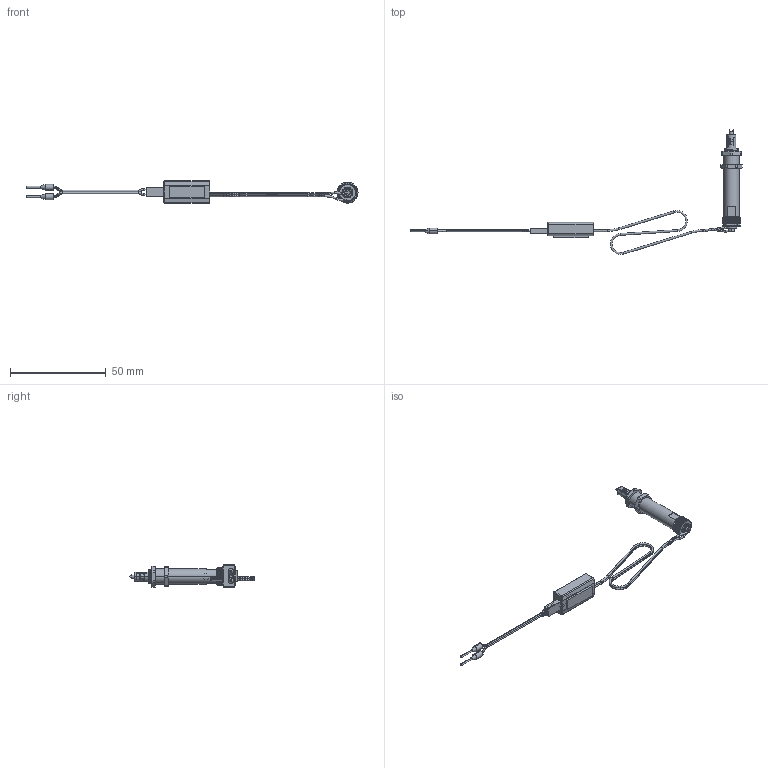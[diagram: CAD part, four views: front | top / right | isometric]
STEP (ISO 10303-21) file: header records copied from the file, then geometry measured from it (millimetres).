
FILE_DESCRIPTION (( 'STEP AP214' ), '1' );
FILE_NAME ('INGUN_107376.STEP', '2023-11-20T12:03:08', ( '' ), ( '' ), 'SwSTEP 2.0', 'SolidWorks 2021', '' );
FILE_SCHEMA (( 'AUTOMOTIVE_DESIGN' ));
Length unit declared in the file: millimetre
Products named in the file (33): 109140~1_S; 107371~0_Einbau <S>; 107706~2_Einbau <S>; 110093~2; 109471~0_S; 107374~9_S; 107705~0_S; 107854~2_S; 107704~0_S; SP-098_102_S~0; 107366~0_S; 107905~0_6 x 18 <S>; 107702~0_<S> Beine gebogen; 105716~6_S; 24451~0; 107375~1_S; 107251~4_S; 107703~0_S; 107368~3_S; 109138~2_S; 107372~0_S; 109470~1_S; 110672~1; 107853~2_S; 110925~1; 109139~3_S; 107707~3_S; 105722~3_S; INGUN_107376; 108769~0; 108802~4_<S> Patentnummer; 109474~1_Einbau <Standard>; 107249~3_S
Assembly tree (34 placements, depth 4):
  INGUN_107376
    107374~9_S
      105716~6_S
      105722~3_S
      108802~4_<S> Patentnummer
      107249~3_S
      107251~4_S
      110093~2
      107371~0_Einbau <S>
      107372~0_S
      24451~0
      108769~0
      SP-098_102_S~0
      110925~1
    110672~1
      107368~3_S
      107366~0_S  x2
    109474~1_Einbau <Standard>
      107706~2_Einbau <S>
      107702~0_<S> Beine gebogen
      107707~3_S
      107703~0_S
      107704~0_S  x2
      107705~0_S
      107853~2_S
      107854~2_S
      107905~0_6 x 18 <S>
      107375~1_S
      109471~0_S
        109138~2_S
        109139~3_S
        109140~1_S
        109470~1_S
Bounding box: 173.32 x 65.27 x 12 mm (x, y, z)
Volume: 3984.3 mm3; surface area: 11058.1 mm2
Topology: 35 solids, 35 shells, 2068 faces, 5410 edges, 3505 vertices
Faces by surface type: plane 1060, cylinder 526, bspline 193, cone 173, torus 112, sphere 4
Entity records: 74959 total; most frequent: CARTESIAN_POINT 22134, ORIENTED_EDGE 10580, DIRECTION 9422, EDGE_CURVE 5290, VERTEX_POINT 3433, AXIS2_PLACEMENT_3D 3292, LINE 2838, VECTOR 2838
